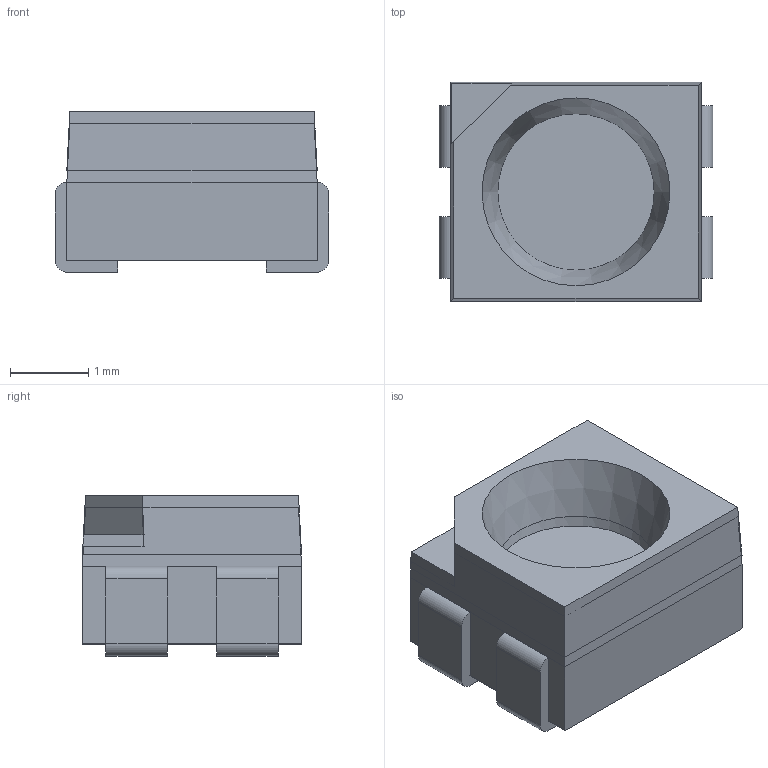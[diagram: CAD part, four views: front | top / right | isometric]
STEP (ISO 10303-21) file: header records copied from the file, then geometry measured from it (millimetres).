
FILE_DESCRIPTION( ( 'Unknown' ), '1' );
FILE_NAME( 'LedSMD_1411 Double color.stp', 'Unknown', ( 'Unknown' ), ( 'Unknown' ), 'PSStep 13.0', 'Unknown', ' ' );
FILE_SCHEMA( ( 'AUTOMOTIVE_DESIGN { 1 0 10303 214 1 1 1 1 }' ) );
Length unit declared in the file: millimetre
Products named in the file (5): Assem1; base; cover; housing
Bounding box: 3.5 x 2.8 x 2.05 mm (x, y, z)
Surface area: 133.1 mm2
Topology: 10 solids, 10 shells, 162 faces, 420 edges, 280 vertices
Faces by surface type: plane 122, cylinder 38, cone 2
Full cylindrical faces by diameter (mm): 0.8 x2
Entity records: 2648 total; most frequent: CARTESIAN_POINT 362, DIRECTION 352, ORIENTED_EDGE 344, EDGE_CURVE 172, LINE 140, VECTOR 140, VERTEX_POINT 116, AXIS2_PLACEMENT_3D 106
